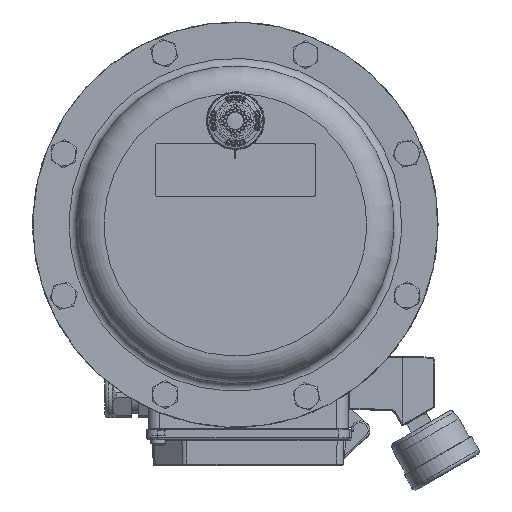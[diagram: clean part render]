
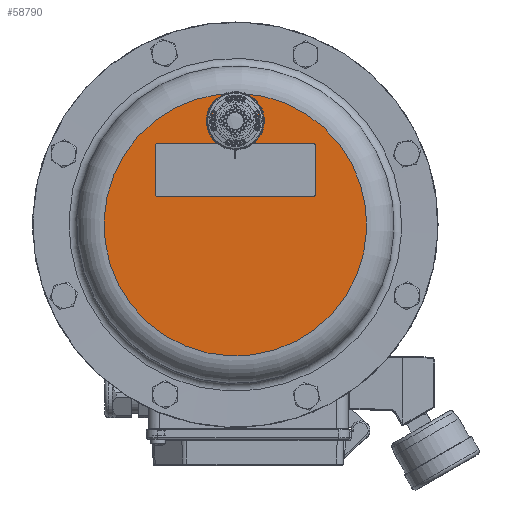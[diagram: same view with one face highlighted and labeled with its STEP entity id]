
A CAD part, top view. The second image highlights one B-rep face of the part: STEP entity #58790.
In plain terms, the highlighted planar face has unit normal (0, 0, 1).
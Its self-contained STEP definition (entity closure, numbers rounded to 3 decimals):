
#2965=FACE_BOUND('',#15356,.T.);
#2966=FACE_BOUND('',#15357,.T.);
#3727=LINE('',#100053,#7003);
#3731=LINE('',#100062,#7007);
#3734=LINE('',#100070,#7010);
#3737=LINE('',#100078,#7013);
#7003=VECTOR('',#71102,1000.);
#7007=VECTOR('',#71112,1000.);
#7010=VECTOR('',#71121,1000.);
#7013=VECTOR('',#71130,1000.);
#10056=PLANE('',#63028);
#11872=FACE_OUTER_BOUND('',#15355,.T.);
#15355=EDGE_LOOP('',(#41767));
#15356=EDGE_LOOP('',(#41768,#41769,#41770,#41771,#41772,#41773,#41774,#41775));
#15357=EDGE_LOOP('',(#41776,#41777));
#18544=CIRCLE('',#62243,10.35);
#18616=CIRCLE('',#62343,69.65);
#18889=CIRCLE('',#62970,1.);
#18890=CIRCLE('',#62973,1.);
#18891=CIRCLE('',#62976,1.);
#18892=CIRCLE('',#62979,1.);
#18893=CIRCLE('',#63029,10.35);
#23485=VERTEX_POINT('',#96204);
#23486=VERTEX_POINT('',#96205);
#23574=VERTEX_POINT('',#96795);
#24132=VERTEX_POINT('',#100051);
#24133=VERTEX_POINT('',#100052);
#24134=VERTEX_POINT('',#100057);
#24135=VERTEX_POINT('',#100061);
#24136=VERTEX_POINT('',#100065);
#24137=VERTEX_POINT('',#100069);
#24138=VERTEX_POINT('',#100073);
#24139=VERTEX_POINT('',#100077);
#29457=EDGE_CURVE('',#23485,#23486,#18544,.T.);
#29577=EDGE_CURVE('',#23574,#23574,#18616,.T.);
#30470=EDGE_CURVE('',#24132,#24133,#3727,.T.);
#30473=EDGE_CURVE('',#24133,#24134,#18889,.T.);
#30475=EDGE_CURVE('',#24134,#24135,#3731,.T.);
#30477=EDGE_CURVE('',#24135,#24136,#18890,.T.);
#30479=EDGE_CURVE('',#24136,#24137,#3734,.T.);
#30481=EDGE_CURVE('',#24137,#24138,#18891,.T.);
#30483=EDGE_CURVE('',#24138,#24139,#3737,.T.);
#30485=EDGE_CURVE('',#24139,#24132,#18892,.T.);
#30558=EDGE_CURVE('',#23486,#23485,#18893,.T.);
#41767=ORIENTED_EDGE('',*,*,#29577,.F.);
#41768=ORIENTED_EDGE('',*,*,#30485,.F.);
#41769=ORIENTED_EDGE('',*,*,#30483,.F.);
#41770=ORIENTED_EDGE('',*,*,#30481,.F.);
#41771=ORIENTED_EDGE('',*,*,#30479,.F.);
#41772=ORIENTED_EDGE('',*,*,#30477,.F.);
#41773=ORIENTED_EDGE('',*,*,#30475,.F.);
#41774=ORIENTED_EDGE('',*,*,#30473,.F.);
#41775=ORIENTED_EDGE('',*,*,#30470,.F.);
#41776=ORIENTED_EDGE('',*,*,#30558,.T.);
#41777=ORIENTED_EDGE('',*,*,#29457,.T.);
#58790=ADVANCED_FACE('',(#11872,#2965,#2966),#10056,.F.);
#62243=AXIS2_PLACEMENT_3D('',#96206,#69371,#69372);
#62343=AXIS2_PLACEMENT_3D('',#96797,#69598,#69599);
#62970=AXIS2_PLACEMENT_3D('',#100058,#71107,#71108);
#62973=AXIS2_PLACEMENT_3D('',#100066,#71116,#71117);
#62976=AXIS2_PLACEMENT_3D('',#100074,#71125,#71126);
#62979=AXIS2_PLACEMENT_3D('',#100081,#71134,#71135);
#63028=AXIS2_PLACEMENT_3D('',#100226,#71304,#71305);
#63029=AXIS2_PLACEMENT_3D('',#100227,#71306,#71307);
#69371=DIRECTION('center_axis',(0.,0.,
-1.));
#69372=DIRECTION('ref_axis',(-0.924,0.382,0.));
#69598=DIRECTION('center_axis',(0.,0.,
-1.));
#69599=DIRECTION('ref_axis',(-0.924,0.382,0.));
#71102=DIRECTION('',(0.,1.,0.));
#71107=DIRECTION('center_axis',(0.,0.,
1.));
#71108=DIRECTION('ref_axis',(0.,-1.,0.));
#71112=DIRECTION('',(-1.,0.,0.));
#71116=DIRECTION('center_axis',(0.,0.,
1.));
#71117=DIRECTION('ref_axis',(0.,-1.,0.));
#71121=DIRECTION('',(0.,-1.,0.));
#71125=DIRECTION('center_axis',(0.,0.,
1.));
#71126=DIRECTION('ref_axis',(0.,-1.,0.));
#71130=DIRECTION('',(1.,0.,0.));
#71134=DIRECTION('center_axis',(0.,0.,
1.));
#71135=DIRECTION('ref_axis',(0.,-1.,0.));
#71304=DIRECTION('center_axis',(0.,0.,
-1.));
#71305=DIRECTION('ref_axis',(-0.924,0.382,0.));
#71306=DIRECTION('center_axis',(0.,0.,
-1.));
#71307=DIRECTION('ref_axis',(-0.924,0.382,0.));
#96204=CARTESIAN_POINT('',(-0.026,65.35,300.));
#96205=CARTESIAN_POINT('',(-0.018,44.65,300.));
#96206=CARTESIAN_POINT('Origin',(-0.022,55.,300.));
#96795=CARTESIAN_POINT('',(64.359,-26.628,300.));
#96797=CARTESIAN_POINT('Origin',(0.,0.,
300.));
#100051=CARTESIAN_POINT('',(42.494,16.017,300.));
#100052=CARTESIAN_POINT('',(42.483,42.017,300.));
#100053=CARTESIAN_POINT('',(42.494,16.017,300.));
#100057=CARTESIAN_POINT('',(41.483,43.017,300.));
#100058=CARTESIAN_POINT('Origin',(41.483,42.017,300.));
#100061=CARTESIAN_POINT('',(-41.517,42.983,300.));
#100062=CARTESIAN_POINT('',(41.483,43.017,300.));
#100065=CARTESIAN_POINT('',(-42.517,41.983,300.));
#100066=CARTESIAN_POINT('Origin',(-41.517,41.983,300.));
#100069=CARTESIAN_POINT('',(-42.506,15.983,300.));
#100070=CARTESIAN_POINT('',(-42.506,15.983,300.));
#100073=CARTESIAN_POINT('',(-41.506,14.983,300.));
#100074=CARTESIAN_POINT('Origin',(-41.506,15.983,300.));
#100077=CARTESIAN_POINT('',(41.494,15.017,300.));
#100078=CARTESIAN_POINT('',(41.494,15.017,300.));
#100081=CARTESIAN_POINT('Origin',(41.494,16.017,300.));
#100226=CARTESIAN_POINT('Origin',(0.,0.,
300.));
#100227=CARTESIAN_POINT('Origin',(-0.022,55.,300.));
